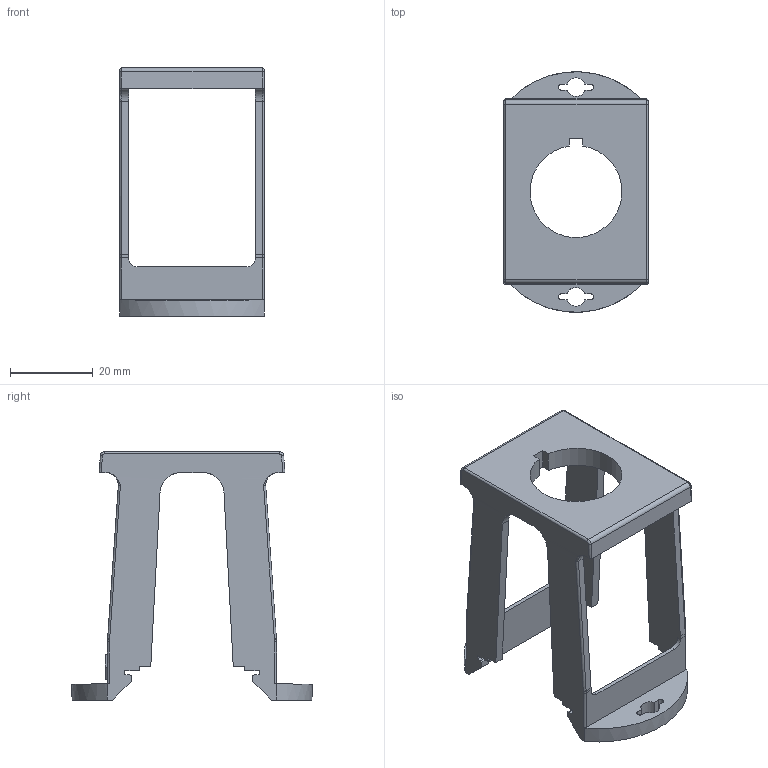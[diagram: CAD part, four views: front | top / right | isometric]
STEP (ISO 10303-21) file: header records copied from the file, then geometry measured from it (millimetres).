
FILE_DESCRIPTION(/* description */ (''),/* implementation_level */ '2;1');
FILE_NAME(/* name */ 'LPXDIN_CATALOG.stp',/* time_stamp */ '2020-09-08T15:44:22+02:00',/* author */ (''),/* organization */ (''),/* preprocessor_version */ 'ST-DEVELOPER v16',/* originating_system */ 'SIEMENS PLM Software NX 10.0',/* authorisation */ '');
FILE_SCHEMA (('AP203_CONFIGURATION_CONTROLLED_3D_DESIGN_OF_MECHANICAL_PARTS_AND_ASSEMBLIES_MIM_LF { 1 0 10303 403 2 1 2}'));
Length unit declared in the file: millimetre
Products named in the file (1): LPXDIN_CATALOG
Bounding box: 35.01 x 58.28 x 60.15 mm (x, y, z)
Surface area: 11170.2 mm2 (no closed solid volume)
Topology: 0 solids, 1 shells, 142 faces, 405 edges, 263 vertices
Faces by surface type: plane 79, cylinder 47, bspline 12, torus 4
Entity records: 5165 total; most frequent: CARTESIAN_POINT 1372, ORIENTED_EDGE 810, DIRECTION 727, EDGE_CURVE 405, LINE 291, VECTOR 291, VERTEX_POINT 262, AXIS2_PLACEMENT_3D 218
